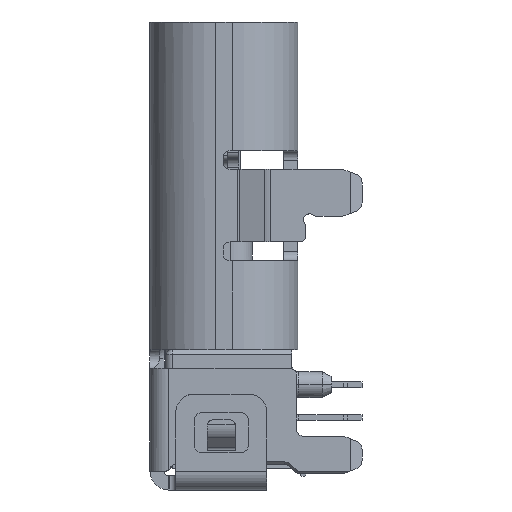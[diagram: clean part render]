
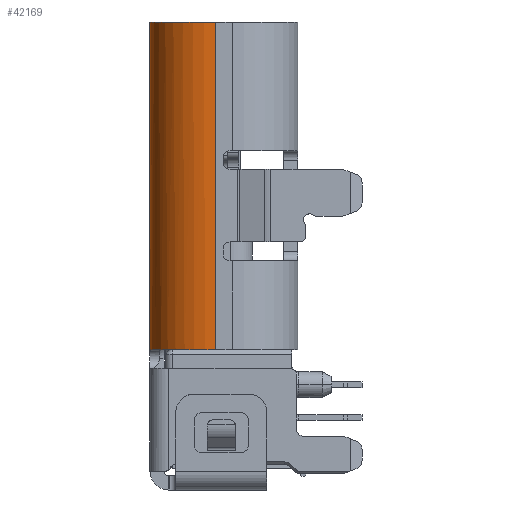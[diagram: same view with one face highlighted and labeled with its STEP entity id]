
A CAD part, left-side view. The second image highlights one B-rep face of the part: STEP entity #42169.
In plain terms, the highlighted cylindrical face has radius 1.4 mm (diameter 2.8 mm), a partial arc.
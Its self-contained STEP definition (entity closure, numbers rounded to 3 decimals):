
#30089=CARTESIAN_POINT('',(-3.2,1.574,0.));
#30090=CARTESIAN_POINT('',(-3.184,1.575,
0.));
#30091=CARTESIAN_POINT('',(-3.153,1.578,
-0.004));
#30092=CARTESIAN_POINT('',(-3.108,1.58,
-0.02));
#30093=CARTESIAN_POINT('',(-3.082,1.58,
-0.038));
#30094=CARTESIAN_POINT('',(-3.07,1.58,-0.048));
#31875=CARTESIAN_POINT('',(-3.07,0.18,7.));
#31876=DIRECTION('',(0.,0.,-1.));
#31877=DIRECTION('',(-1.,0.,0.));
#31878=AXIS2_PLACEMENT_3D('',#31875,#31876,#31877);
#31890=DIRECTION('',(0.,0.,-1.));
#31891=VECTOR('',#31890,7.);
#31892=CARTESIAN_POINT('',(-4.47,0.18,7.));
#31893=LINE('',#31892,#31891);
#31897=DIRECTION('',(0.,0.,1.));
#31898=VECTOR('',#31897,7.048);
#31899=CARTESIAN_POINT('',(-3.07,1.58,-0.048));
#31900=LINE('',#31899,#31898);
#31904=CARTESIAN_POINT('',(-3.07,0.18,0.));
#31905=DIRECTION('',(0.,0.,-1.));
#31906=DIRECTION('',(-1.,0.,0.));
#31907=AXIS2_PLACEMENT_3D('',#31904,#31905,#31906);
#38125=CARTESIAN_POINT('',(-3.07,1.58,-0.048));
#38127=VERTEX_POINT('',#38125);
#38129=CARTESIAN_POINT('',(-3.07,1.58,7.));
#38130=VERTEX_POINT('',#38129);
#38184=CARTESIAN_POINT('',(-3.2,1.574,0.));
#38185=VERTEX_POINT('',#38184);
#38235=CARTESIAN_POINT('',(-4.47,0.18,0.));
#38236=VERTEX_POINT('',#38235);
#38245=CARTESIAN_POINT('',(-4.47,0.18,7.));
#38246=VERTEX_POINT('',#38245);
#42155=CARTESIAN_POINT('',(-3.07,0.18,-0.189));
#42156=DIRECTION('',(0.,0.,1.));
#42157=DIRECTION('',(1.,0.,0.));
#42158=AXIS2_PLACEMENT_3D('',#42155,#42156,#42157);
#42159=CYLINDRICAL_SURFACE('',#42158,1.4);
#42161=ORIENTED_EDGE('',*,*,#42160,.F.);
#42163=ORIENTED_EDGE('',*,*,#42162,.F.);
#42164=ORIENTED_EDGE('',*,*,#42148,.T.);
#42165=ORIENTED_EDGE('',*,*,#40548,.F.);
#42166=ORIENTED_EDGE('',*,*,#40617,.F.);
#42167=EDGE_LOOP('',(#42161,#42163,#42164,#42165,#42166));
#42168=FACE_OUTER_BOUND('',#42167,.F.);
#30095=B_SPLINE_CURVE_WITH_KNOTS('',3,(#30089,#30090,#30091,#30092,#30093,
#30094),.UNSPECIFIED.,.F.,.F.,(4,1,1,4),(0.,0.333,
0.667,1.),.UNSPECIFIED.);
#31879=CIRCLE('',#31878,1.4);
#31908=CIRCLE('',#31907,1.4);
#40548=EDGE_CURVE('',#38127,#38130,#31900,.T.);
#40617=EDGE_CURVE('',#38185,#38127,#30095,.T.);
#42148=EDGE_CURVE('',#38246,#38130,#31879,.T.);
#42160=EDGE_CURVE('',#38236,#38185,#31908,.T.);
#42162=EDGE_CURVE('',#38246,#38236,#31893,.T.);
#42169=ADVANCED_FACE('',(#42168),#42159,.F.);
